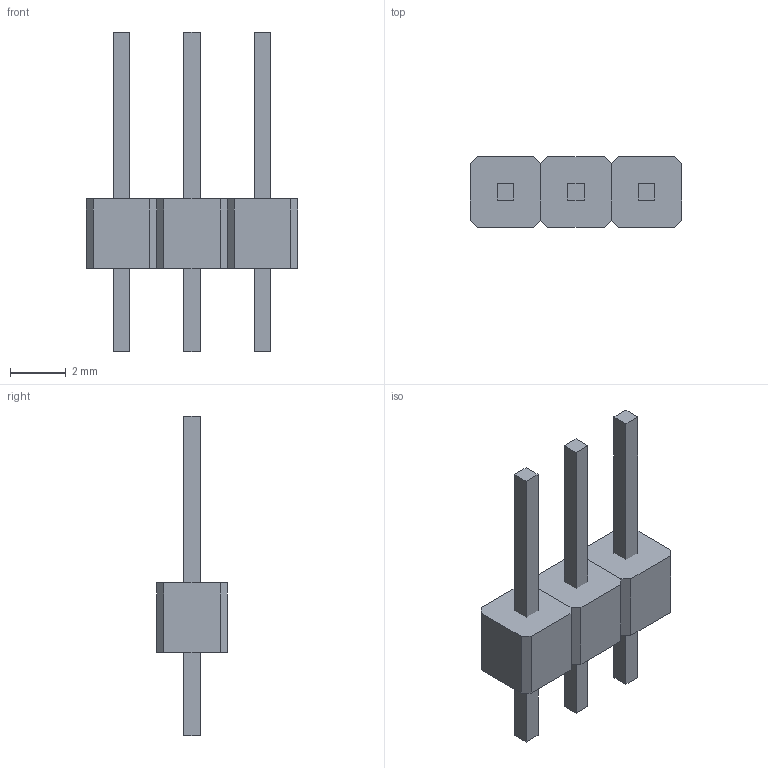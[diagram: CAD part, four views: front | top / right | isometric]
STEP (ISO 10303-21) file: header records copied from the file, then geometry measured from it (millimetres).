
FILE_DESCRIPTION (( 'STEP AP214' ), '1' );
FILE_NAME ('User Library-STRIPM03.STEP', '2021-11-19T08:12:08', ( '' ), ( '' ), 'SwSTEP 2.0', 'SolidWorks 2021', '' );
FILE_SCHEMA (( 'AUTOMOTIVE_DESIGN' ));
Length unit declared in the file: millimetre
Products named in the file (6): 352710992; Open CASCADE STEP translator 6.2 1140.1; User Library-STRIPM03; Extruded; 352707920; Extruded1
Assembly tree (9 placements, depth 4):
  User Library-STRIPM03
    Open CASCADE STEP translator 6.2 1140.1
      352707920  x3
        Extruded1
      352710992  x3
        Extruded
Bounding box: 7.62 x 2.54 x 11.5 mm (x, y, z)
Volume: 60.2 mm3; surface area: 196 mm2
Topology: 6 solids, 6 shells, 48 faces, 108 edges, 72 vertices
Faces by surface type: plane 48
Entity records: 660 total; most frequent: DIRECTION 98, CARTESIAN_POINT 91, ORIENTED_EDGE 72, EDGE_CURVE 36, LINE 36, VECTOR 36, AXIS2_PLACEMENT_3D 31, VERTEX_POINT 24
